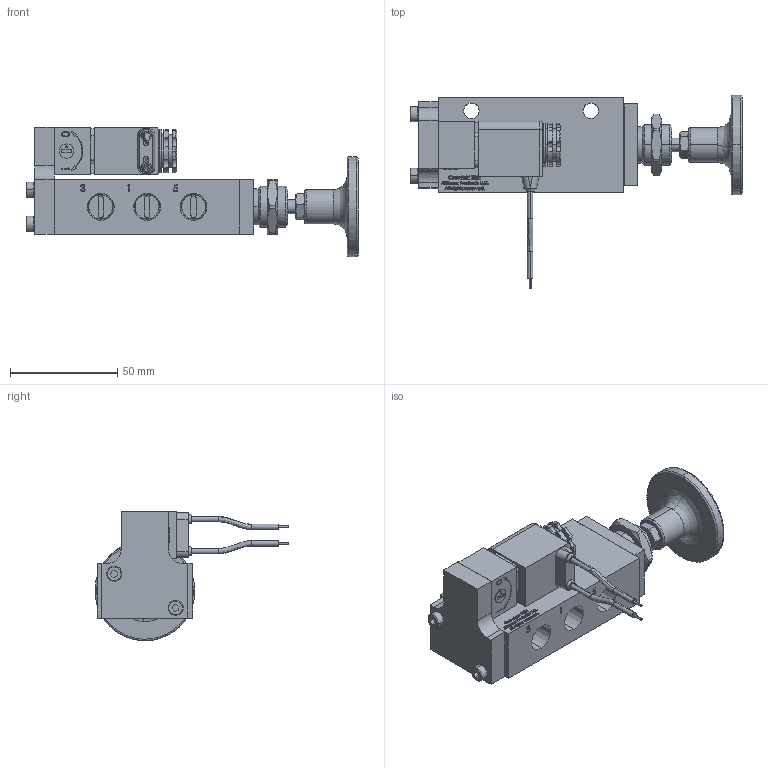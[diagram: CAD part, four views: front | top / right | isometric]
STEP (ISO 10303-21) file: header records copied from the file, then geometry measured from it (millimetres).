
FILE_DESCRIPTION (( 'STEP AP214' ), '1' );
FILE_NAME ('V250110114-DAL-VALVE-.25-NPT-5-2-SOL-PP-12DC.STEP', '2021-07-30T13:45:15', ( '' ), ( '' ), 'SwSTEP 2.0', 'SolidWorks 2018', '' );
FILE_SCHEMA (( 'AUTOMOTIVE_DESIGN' ));
Length unit declared in the file: inch
Products named in the file (1): V250110114-DAL-VALVE-.25-NPT-5-2-SOL-PP-12DC
Bounding box: 154.45 x 90.25 x 60.25 mm (x, y, z)
Volume: 155679.5 mm3; surface area: 37237.6 mm2
Topology: 2 solids, 2 shells, 1888 faces, 4877 edges, 3208 vertices
Faces by surface type: plane 1023, bspline 589, cylinder 173, cone 103
Entity records: 112985 total; most frequent: CARTESIAN_POINT 46239, ORIENTED_EDGE 9746, DIRECTION 6621, EDGE_CURVE 4873, VERTEX_POINT 3208, LINE 3131, VECTOR 3131, EDGE_LOOP 2115
